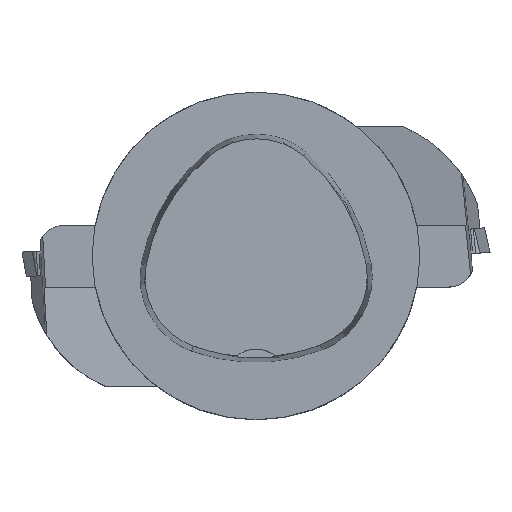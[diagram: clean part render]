
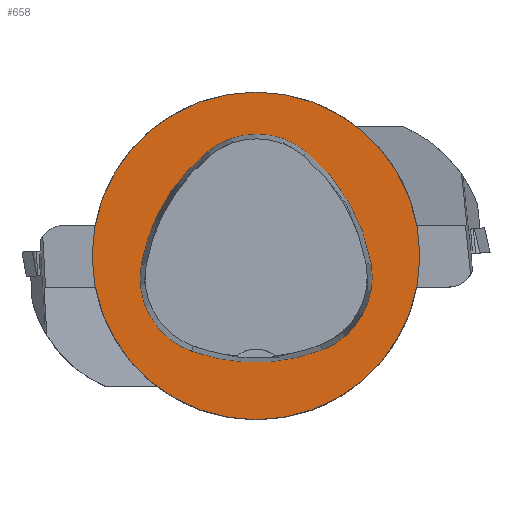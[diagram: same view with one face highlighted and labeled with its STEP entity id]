
A CAD part, top view. The second image highlights one B-rep face of the part: STEP entity #658.
In plain terms, the highlighted planar face has unit normal (0, 0, 1).
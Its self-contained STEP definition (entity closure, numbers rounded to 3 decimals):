
#309=FACE_BOUND('',#1182,.T.);
#310=FACE_BOUND('',#1183,.T.);
#503=CIRCLE('',#3972,31.5);
#504=CIRCLE('',#3978,36.);
#506=CIRCLE('',#3981,15.);
#508=CIRCLE('',#3984,36.);
#510=CIRCLE('',#3987,15.);
#514=CIRCLE('',#3992,36.);
#516=CIRCLE('',#3995,15.);
#658=ADVANCED_FACE('',(#309,#310),#813,.T.);
#813=PLANE('',#4000);
#1182=EDGE_LOOP('',(#1951,#1952,#1953,#1954,#1955,#1956));
#1183=EDGE_LOOP('',(#1957));
#1951=ORIENTED_EDGE('',*,*,#2940,.T.);
#1952=ORIENTED_EDGE('',*,*,#2920,.T.);
#1953=ORIENTED_EDGE('',*,*,#2924,.T.);
#1954=ORIENTED_EDGE('',*,*,#2927,.T.);
#1955=ORIENTED_EDGE('',*,*,#2930,.T.);
#1956=ORIENTED_EDGE('',*,*,#2938,.T.);
#1957=ORIENTED_EDGE('',*,*,#2911,.F.);
#2487=VERTEX_POINT('',#6077);
#2496=VERTEX_POINT('',#6096);
#2497=VERTEX_POINT('',#6097);
#2500=VERTEX_POINT('',#6105);
#2502=VERTEX_POINT('',#6111);
#2504=VERTEX_POINT('',#6117);
#2511=VERTEX_POINT('',#6138);
#2911=EDGE_CURVE('',#2487,#2487,#503,.T.);
#2920=EDGE_CURVE('',#2496,#2497,#504,.T.);
#2924=EDGE_CURVE('',#2497,#2500,#506,.T.);
#2927=EDGE_CURVE('',#2500,#2502,#508,.T.);
#2930=EDGE_CURVE('',#2502,#2504,#510,.T.);
#2938=EDGE_CURVE('',#2504,#2511,#514,.T.);
#2940=EDGE_CURVE('',#2511,#2496,#516,.T.);
#3972=AXIS2_PLACEMENT_3D('',#6076,#4668,#4669);
#3978=AXIS2_PLACEMENT_3D('',#6095,#4684,#4685);
#3981=AXIS2_PLACEMENT_3D('',#6104,#4692,#4693);
#3984=AXIS2_PLACEMENT_3D('',#6110,#4699,#4700);
#3987=AXIS2_PLACEMENT_3D('',#6116,#4706,#4707);
#3992=AXIS2_PLACEMENT_3D('',#6139,#4718,#4719);
#3995=AXIS2_PLACEMENT_3D('',#6142,#4724,#4725);
#4000=AXIS2_PLACEMENT_3D('',#6147,#4734,#4735);
#4668=DIRECTION('',(0.,0.,-1.));
#4669=DIRECTION('',(-1.,0.,0.));
#4684=DIRECTION('',(0.,0.,-1.));
#4685=DIRECTION('',(-1.,0.,0.));
#4692=DIRECTION('',(0.,0.,-1.));
#4693=DIRECTION('',(-1.,0.,0.));
#4699=DIRECTION('',(0.,0.,-1.));
#4700=DIRECTION('',(-1.,0.,0.));
#4706=DIRECTION('',(0.,0.,-1.));
#4707=DIRECTION('',(-1.,0.,0.));
#4718=DIRECTION('',(0.,0.,-1.));
#4719=DIRECTION('',(-1.,0.,0.));
#4724=DIRECTION('',(0.,0.,-1.));
#4725=DIRECTION('',(-1.,0.,0.));
#4734=DIRECTION('',(0.,0.,1.));
#4735=DIRECTION('',(1.,0.,0.));
#6076=CARTESIAN_POINT('',(0.,0.,0.));
#6077=CARTESIAN_POINT('',(-31.5,0.,0.));
#6095=CARTESIAN_POINT('',(13.398,-7.893,0.));
#6096=CARTESIAN_POINT('',(-22.041,-1.562,0.));
#6097=CARTESIAN_POINT('',(-9.317,20.036,0.));
#6104=CARTESIAN_POINT('',(0.148,8.399,0.));
#6105=CARTESIAN_POINT('',(9.779,19.898,0.));
#6110=CARTESIAN_POINT('',(-13.337,-7.7,0.));
#6111=CARTESIAN_POINT('',(22.122,-1.48,0.));
#6116=CARTESIAN_POINT('',(7.347,-4.071,0.));
#6117=CARTESIAN_POINT('',(12.693,-18.087,0.));
#6138=CARTESIAN_POINT('',(-12.373,-18.307,0.));
#6139=CARTESIAN_POINT('',(-0.137,15.55,0.));
#6142=CARTESIAN_POINT('',(-7.275,-4.2,0.));
#6147=CARTESIAN_POINT('',(0.,0.,0.));
